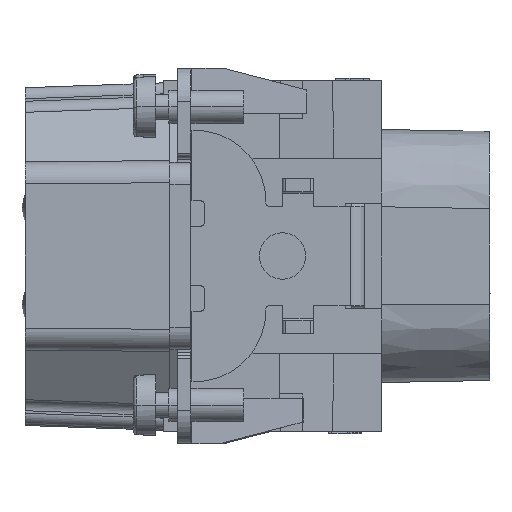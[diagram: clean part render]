
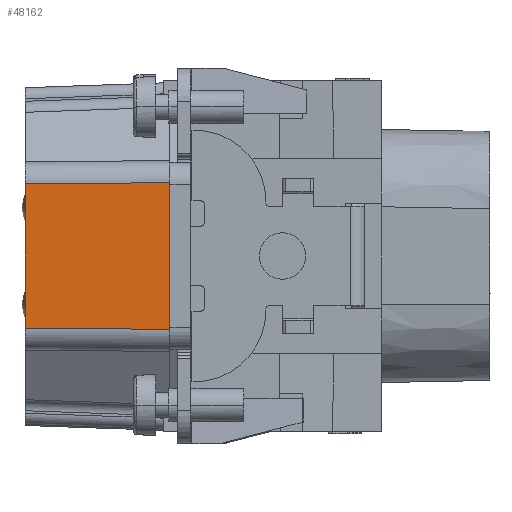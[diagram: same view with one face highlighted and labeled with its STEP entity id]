
A CAD part, left-side view. The second image highlights one B-rep face of the part: STEP entity #48162.
In plain terms, the highlighted planar face has unit normal (-1, 0.009, 0).
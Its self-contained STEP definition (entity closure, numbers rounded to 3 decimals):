
#9=DIRECTION('',(0.,0.,1.));
#10=VECTOR('',#9,13.06);
#11=CARTESIAN_POINT('',(-54.126,0.,-6.53));
#12=LINE('',#11,#10);
#19=CARTESIAN_POINT('',(-54.126,0.,-6.53));
#815=DIRECTION('',(0.,0.,1.));
#816=VECTOR('',#815,13.289);
#817=CARTESIAN_POINT('',(-54.24,-13.1,-6.644));
#818=LINE('',#817,#816);
#2620=DIRECTION('',(-0.009,-1.,0.009));
#2621=VECTOR('',#2620,13.101);
#2622=CARTESIAN_POINT('',(-54.126,0.,6.53));
#2623=LINE('',#2622,#2621);
#2624=DIRECTION('',(-0.009,-1.,-0.009));
#2625=VECTOR('',#2624,13.101);
#2626=CARTESIAN_POINT('',(-54.126,0.,-6.53));
#2627=LINE('',#2626,#2625);
#37386=CARTESIAN_POINT('',(-54.126,0.,6.53));
#37387=CARTESIAN_POINT('',(-54.24,-13.1,6.644));
#37388=VERTEX_POINT('',#37386);
#37389=VERTEX_POINT('',#37387);
#37405=VERTEX_POINT('',#19);
#37406=CARTESIAN_POINT('',(-54.24,-13.1,-6.644));
#37407=VERTEX_POINT('',#37406);
#48151=CARTESIAN_POINT('',(-54.126,0.,-11.87));
#48152=DIRECTION('',(-1.,0.009,0.));
#48153=DIRECTION('',(0.,0.,1.));
#48154=AXIS2_PLACEMENT_3D('',#48151,#48152,#48153);
#48155=PLANE('',#48154);
#48156=ORIENTED_EDGE('',*,*,#45562,.T.);
#48157=ORIENTED_EDGE('',*,*,#45599,.F.);
#48158=ORIENTED_EDGE('',*,*,#48146,.F.);
#48159=ORIENTED_EDGE('',*,*,#45280,.T.);
#48160=EDGE_LOOP('',(#48156,#48157,#48158,#48159));
#48161=FACE_OUTER_BOUND('',#48160,.F.);
#48162=ADVANCED_FACE('',(#48161),#48155,.T.);
#45280=EDGE_CURVE('',#37405,#37388,#12,.T.);
#45562=EDGE_CURVE('',#37388,#37389,#2623,.T.);
#45599=EDGE_CURVE('',#37407,#37389,#818,.T.);
#48146=EDGE_CURVE('',#37405,#37407,#2627,.T.);
